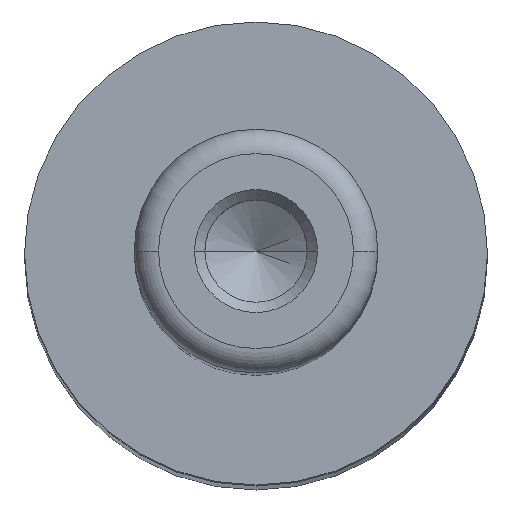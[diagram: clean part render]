
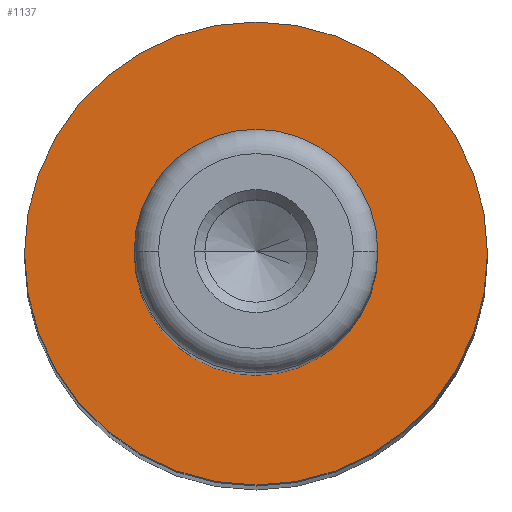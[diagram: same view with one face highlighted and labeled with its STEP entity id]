
A CAD part, top view. The second image highlights one B-rep face of the part: STEP entity #1137.
In plain terms, the highlighted planar face has unit normal (0, 0, 1).
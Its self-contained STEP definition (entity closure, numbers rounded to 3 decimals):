
#19 = CIRCLE ( 'NONE', #686, 5. ) ;
#143 = CARTESIAN_POINT ( 'NONE',  ( 0., 0., 117. ) ) ;
#192 = DIRECTION ( 'NONE',  ( 0., 0., -1. ) ) ;
#205 = VERTEX_POINT ( 'NONE', #446 ) ;
#216 = FACE_BOUND ( 'NONE', #610, .T. ) ;
#244 = DIRECTION ( 'NONE',  ( -1., 0., 0. ) ) ;
#248 = DIRECTION ( 'NONE',  ( 0., 0., 1. ) ) ;
#330 = CARTESIAN_POINT ( 'NONE',  ( -5., 0., 117. ) ) ;
#339 = CIRCLE ( 'NONE', #976, 5. ) ;
#390 = VERTEX_POINT ( 'NONE', #1049 ) ;
#415 = AXIS2_PLACEMENT_3D ( 'NONE', #724, #192, #817 ) ;
#419 = FACE_OUTER_BOUND ( 'NONE', #988, .T. ) ;
#420 = PLANE ( 'NONE',  #1047 ) ;
#445 = CARTESIAN_POINT ( 'NONE',  ( 0., 0., 117. ) ) ;
#446 = CARTESIAN_POINT ( 'NONE',  ( -5., 0., 117. ) ) ;
#476 = CARTESIAN_POINT ( 'NONE',  ( 0., 0., 117. ) ) ;
#510 = DIRECTION ( 'NONE',  ( 1., 0., 0. ) ) ;
#514 = ORIENTED_EDGE ( 'NONE', *, *, #975, .F. ) ;
#528 = DIRECTION ( 'NONE',  ( -1., 0., 0. ) ) ;
#560 = DIRECTION ( 'NONE',  ( -1., 0., 0. ) ) ;
#610 = EDGE_LOOP ( 'NONE', ( #869, #803 ) ) ;
#686 = AXIS2_PLACEMENT_3D ( 'NONE', #143, #769, #244 ) ;
#724 = CARTESIAN_POINT ( 'NONE',  ( 0., 0., 117. ) ) ;
#769 = DIRECTION ( 'NONE',  ( 0., 0., -1. ) ) ;
#803 = ORIENTED_EDGE ( 'NONE', *, *, #1118, .T. ) ;
#808 = VERTEX_POINT ( 'NONE', #1136 ) ;
#817 = DIRECTION ( 'NONE',  ( -1., 0., 0. ) ) ;
#827 = VERTEX_POINT ( 'NONE', #1141 ) ;
#835 = EDGE_CURVE ( 'NONE', #205, #390, #339, .T. ) ;
#869 = ORIENTED_EDGE ( 'NONE', *, *, #835, .T. ) ;
#887 = AXIS2_PLACEMENT_3D ( 'NONE', #476, #1092, #560 ) ;
#900 = CIRCLE ( 'NONE', #415, 9.5 ) ;
#936 = EDGE_CURVE ( 'NONE', #808, #827, #900, .T. ) ;
#975 = EDGE_CURVE ( 'NONE', #827, #808, #1106, .T. ) ;
#976 = AXIS2_PLACEMENT_3D ( 'NONE', #445, #1063, #528 ) ;
#988 = EDGE_LOOP ( 'NONE', ( #1060, #514 ) ) ;
#1047 = AXIS2_PLACEMENT_3D ( 'NONE', #330, #248, #510 ) ;
#1049 = CARTESIAN_POINT ( 'NONE',  ( 5., 0., 117. ) ) ;
#1060 = ORIENTED_EDGE ( 'NONE', *, *, #936, .F. ) ;
#1063 = DIRECTION ( 'NONE',  ( 0., 0., -1. ) ) ;
#1092 = DIRECTION ( 'NONE',  ( 0., 0., -1. ) ) ;
#1106 = CIRCLE ( 'NONE', #887, 9.5 ) ;
#1118 = EDGE_CURVE ( 'NONE', #390, #205, #19, .T. ) ;
#1136 = CARTESIAN_POINT ( 'NONE',  ( -9.5, 0., 117. ) ) ;
#1137 = ADVANCED_FACE ( 'NONE', ( #216, #419 ), #420, .T. ) ;
#1141 = CARTESIAN_POINT ( 'NONE',  ( 9.5, 0., 117. ) ) ;
